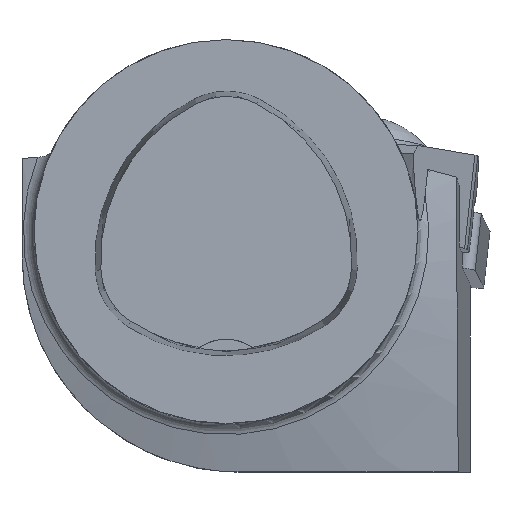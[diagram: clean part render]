
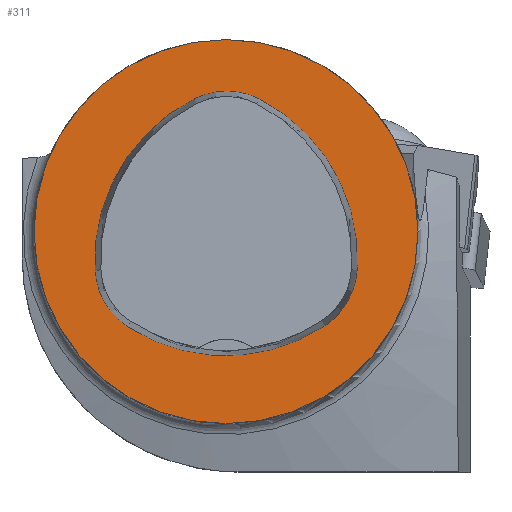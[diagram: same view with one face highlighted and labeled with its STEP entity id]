
A CAD part, top view. The second image highlights one B-rep face of the part: STEP entity #311.
In plain terms, the highlighted planar face has unit normal (0, 0, 1).
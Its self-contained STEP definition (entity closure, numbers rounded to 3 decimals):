
#126=FACE_BOUND('',#594,.T.);
#127=FACE_BOUND('',#595,.T.);
#201=CIRCLE('',#2205,16.);
#202=CIRCLE('',#2212,15.);
#204=CIRCLE('',#2215,6.);
#206=CIRCLE('',#2218,15.);
#208=CIRCLE('',#2221,6.);
#211=CIRCLE('',#2225,15.);
#214=CIRCLE('',#2229,6.);
#311=ADVANCED_FACE('',(#126,#127),#410,.T.);
#410=PLANE('',#2234);
#594=EDGE_LOOP('',(#1169,#1170,#1171,#1172,#1173,#1174));
#595=EDGE_LOOP('',(#1175));
#1169=ORIENTED_EDGE('',*,*,#1889,.F.);
#1170=ORIENTED_EDGE('',*,*,#1884,.F.);
#1171=ORIENTED_EDGE('',*,*,#1879,.F.);
#1172=ORIENTED_EDGE('',*,*,#1876,.F.);
#1173=ORIENTED_EDGE('',*,*,#1873,.F.);
#1174=ORIENTED_EDGE('',*,*,#1869,.F.);
#1175=ORIENTED_EDGE('',*,*,#1858,.T.);
#1645=VERTEX_POINT('',#3311);
#1655=VERTEX_POINT('',#3346);
#1656=VERTEX_POINT('',#3347);
#1659=VERTEX_POINT('',#3355);
#1661=VERTEX_POINT('',#3361);
#1663=VERTEX_POINT('',#3367);
#1667=VERTEX_POINT('',#3380);
#1858=EDGE_CURVE('',#1645,#1645,#201,.T.);
#1869=EDGE_CURVE('',#1655,#1656,#202,.T.);
#1873=EDGE_CURVE('',#1656,#1659,#204,.T.);
#1876=EDGE_CURVE('',#1659,#1661,#206,.T.);
#1879=EDGE_CURVE('',#1661,#1663,#208,.T.);
#1884=EDGE_CURVE('',#1663,#1667,#211,.T.);
#1889=EDGE_CURVE('',#1667,#1655,#214,.T.);
#2205=AXIS2_PLACEMENT_3D('',#3310,#2526,#2527);
#2212=AXIS2_PLACEMENT_3D('',#3345,#2544,#2545);
#2215=AXIS2_PLACEMENT_3D('',#3354,#2552,#2553);
#2218=AXIS2_PLACEMENT_3D('',#3360,#2559,#2560);
#2221=AXIS2_PLACEMENT_3D('',#3366,#2566,#2567);
#2225=AXIS2_PLACEMENT_3D('',#3379,#2575,#2576);
#2229=AXIS2_PLACEMENT_3D('',#3392,#2584,#2585);
#2234=AXIS2_PLACEMENT_3D('',#3397,#2594,#2595);
#2526=DIRECTION('',(0.,0.,1.));
#2527=DIRECTION('',(1.,0.,0.));
#2544=DIRECTION('',(0.,0.,1.));
#2545=DIRECTION('',(1.,0.,0.));
#2552=DIRECTION('',(0.,0.,1.));
#2553=DIRECTION('',(1.,0.,0.));
#2559=DIRECTION('',(0.,0.,1.));
#2560=DIRECTION('',(1.,0.,0.));
#2566=DIRECTION('',(0.,0.,1.));
#2567=DIRECTION('',(1.,0.,0.));
#2575=DIRECTION('',(0.,0.,1.));
#2576=DIRECTION('',(1.,0.,0.));
#2584=DIRECTION('',(0.,0.,1.));
#2585=DIRECTION('',(1.,0.,0.));
#2594=DIRECTION('',(0.,0.,1.));
#2595=DIRECTION('',(-1.,0.,0.));
#3310=CARTESIAN_POINT('',(0.,0.,
0.));
#3311=CARTESIAN_POINT('',(16.,0.,0.));
#3345=CARTESIAN_POINT('',(-4.048,-2.316,0.));
#3346=CARTESIAN_POINT('',(10.926,-3.206,0.));
#3347=CARTESIAN_POINT('',(2.774,11.043,0.));
#3354=CARTESIAN_POINT('',(0.045,5.7,0.));
#3355=CARTESIAN_POINT('',(-2.638,11.066,0.));
#3360=CARTESIAN_POINT('',(4.07,-2.35,0.));
#3361=CARTESIAN_POINT('',(-10.903,-3.249,0.));
#3366=CARTESIAN_POINT('',(-4.914,-2.889,0.));
#3367=CARTESIAN_POINT('',(-8.177,-7.924,0.));
#3379=CARTESIAN_POINT('',(-0.019,4.663,0.));
#3380=CARTESIAN_POINT('',(8.24,-7.859,0.));
#3392=CARTESIAN_POINT('',(4.936,-2.85,0.));
#3397=CARTESIAN_POINT('',(0.,0.,
0.));
